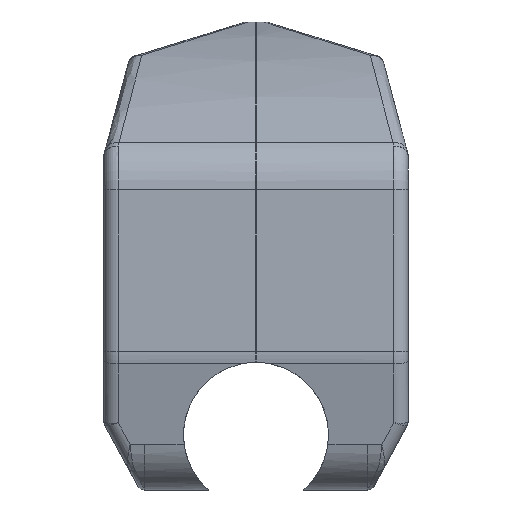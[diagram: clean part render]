
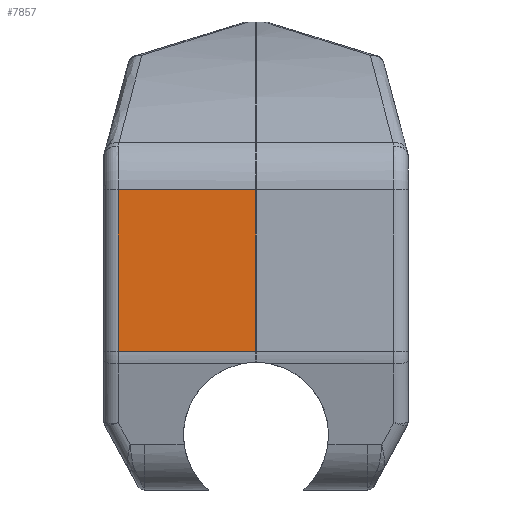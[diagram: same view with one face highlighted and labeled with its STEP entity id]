
A CAD part, left-side view. The second image highlights one B-rep face of the part: STEP entity #7857.
In plain terms, the highlighted planar face has unit normal (-1, 0, 0).
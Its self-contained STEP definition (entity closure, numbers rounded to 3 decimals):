
#85 = CARTESIAN_POINT ( 'NONE',  ( -28.5, 0.001, -6.456 ) ) ;
#202 = LINE ( 'NONE', #4271, #1054 ) ;
#252 = DIRECTION ( 'NONE',  ( 0., 0., -1. ) ) ;
#429 = CARTESIAN_POINT ( 'NONE',  ( -28.5, 0.001, 21.494 ) ) ;
#876 = DIRECTION ( 'NONE',  ( 1., 0., 0. ) ) ;
#1054 = VECTOR ( 'NONE', #252, 1000. ) ;
#1103 = LINE ( 'NONE', #429, #7866 ) ;
#1554 = DIRECTION ( 'NONE',  ( 0., 0., -1. ) ) ;
#2127 = CARTESIAN_POINT ( 'NONE',  ( -28.5, 10.5, -17.591 ) ) ;
#2565 = ORIENTED_EDGE ( 'NONE', *, *, #2854, .F. ) ;
#2854 = EDGE_CURVE ( 'NONE', #7898, #3409, #4754, .T. ) ;
#3409 = VERTEX_POINT ( 'NONE', #85 ) ;
#3732 = EDGE_LOOP ( 'NONE', ( #2565, #8185, #8729, #6085 ) ) ;
#3762 = VERTEX_POINT ( 'NONE', #4279 ) ;
#4195 = VECTOR ( 'NONE', #4803, 1000. ) ;
#4271 = CARTESIAN_POINT ( 'NONE',  ( -28.5, 9.5, -17.591 ) ) ;
#4279 = CARTESIAN_POINT ( 'NONE',  ( -28.5, 9.5, -17.591 ) ) ;
#4574 = CARTESIAN_POINT ( 'NONE',  ( -28.5, 0.001, -17.591 ) ) ;
#4653 = VECTOR ( 'NONE', #5555, 1000. ) ;
#4754 = LINE ( 'NONE', #8081, #4195 ) ;
#4803 = DIRECTION ( 'NONE',  ( 0., -1., 0. ) ) ;
#4991 = EDGE_CURVE ( 'NONE', #3762, #5880, #7510, .T. ) ;
#5197 = DIRECTION ( 'NONE',  ( 0., 0., 1. ) ) ;
#5555 = DIRECTION ( 'NONE',  ( 0., -1., 0. ) ) ;
#5732 = FACE_OUTER_BOUND ( 'NONE', #3732, .T. ) ;
#5777 = PLANE ( 'NONE',  #8423 ) ;
#5880 = VERTEX_POINT ( 'NONE', #4574 ) ;
#6085 = ORIENTED_EDGE ( 'NONE', *, *, #8029, .T. ) ;
#7069 = CARTESIAN_POINT ( 'NONE',  ( -28.5, 9.5, -6.456 ) ) ;
#7510 = LINE ( 'NONE', #2127, #4653 ) ;
#7798 = EDGE_CURVE ( 'NONE', #7898, #3762, #202, .T. ) ;
#7857 = ADVANCED_FACE ( 'NONE', ( #5732 ), #5777, .F. ) ;
#7866 = VECTOR ( 'NONE', #5197, 1000. ) ;
#7898 = VERTEX_POINT ( 'NONE', #7069 ) ;
#8029 = EDGE_CURVE ( 'NONE', #5880, #3409, #1103, .T. ) ;
#8081 = CARTESIAN_POINT ( 'NONE',  ( -28.5, 10.5, -6.456 ) ) ;
#8185 = ORIENTED_EDGE ( 'NONE', *, *, #7798, .T. ) ;
#8291 = CARTESIAN_POINT ( 'NONE',  ( -28.5, 10.5, -17.591 ) ) ;
#8423 = AXIS2_PLACEMENT_3D ( 'NONE', #8291, #876, #1554 ) ;
#8729 = ORIENTED_EDGE ( 'NONE', *, *, #4991, .T. ) ;
